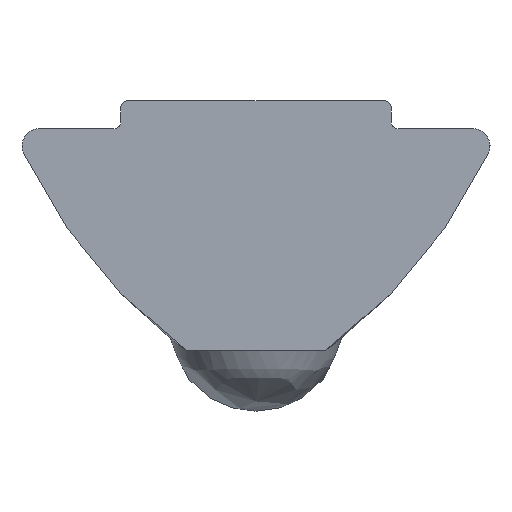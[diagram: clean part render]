
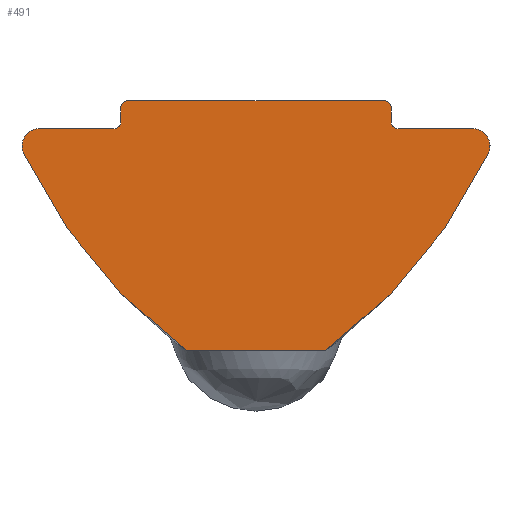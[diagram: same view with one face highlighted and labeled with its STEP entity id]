
A CAD part, left-side view. The second image highlights one B-rep face of the part: STEP entity #491.
In plain terms, the highlighted planar face has unit normal (-1, 0, 0).
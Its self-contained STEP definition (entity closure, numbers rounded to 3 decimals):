
#10 = DIRECTION ( 'NONE',  ( 0., 0., 1. ) ) ;
#12 = AXIS2_PLACEMENT_3D ( 'NONE', #327, #533, #10 ) ;
#17 = CARTESIAN_POINT ( 'NONE',  ( -7.5, -6.245, -1.305 ) ) ;
#26 = CARTESIAN_POINT ( 'NONE',  ( -7.5, -2.001, -7.2 ) ) ;
#28 = CARTESIAN_POINT ( 'NONE',  ( -7.5, -4.1, -0.6 ) ) ;
#29 = CARTESIAN_POINT ( 'NONE',  ( -7.5, 2.001, -7.2 ) ) ;
#30 = EDGE_CURVE ( 'NONE', #118, #143, #94, .T. ) ;
#32 = EDGE_LOOP ( 'NONE', ( #486, #587, #95, #751, #504, #658, #650, #78, #291, #788, #644, #149, #102, #65 ) ) ;
#40 = DIRECTION ( 'NONE',  ( 0., 0., 1. ) ) ;
#62 = EDGE_CURVE ( 'NONE', #840, #653, #200, .T. ) ;
#63 = CARTESIAN_POINT ( 'NONE',  ( -7.5, 3.7, -0.8 ) ) ;
#64 = CIRCLE ( 'NONE', #318, 15. ) ;
#65 = ORIENTED_EDGE ( 'NONE', *, *, #591, .F. ) ;
#78 = ORIENTED_EDGE ( 'NONE', *, *, #30, .F. ) ;
#91 = CARTESIAN_POINT ( 'NONE',  ( -7.5, -3.7, -0.2 ) ) ;
#94 = CIRCLE ( 'NONE', #685, 0.505 ) ;
#95 = ORIENTED_EDGE ( 'NONE', *, *, #561, .F. ) ;
#102 = ORIENTED_EDGE ( 'NONE', *, *, #62, .F. ) ;
#104 = VECTOR ( 'NONE', #772, 1000. ) ;
#105 = LINE ( 'NONE', #628, #104 ) ;
#110 = DIRECTION ( 'NONE',  ( 1., 0., 0. ) ) ;
#113 = VERTEX_POINT ( 'NONE', #604 ) ;
#118 = VERTEX_POINT ( 'NONE', #390 ) ;
#119 = DIRECTION ( 'NONE',  ( 0., 0., 1. ) ) ;
#131 = EDGE_CURVE ( 'NONE', #844, #321, #393, .T. ) ;
#140 = EDGE_CURVE ( 'NONE', #248, #262, #726, .T. ) ;
#143 = VERTEX_POINT ( 'NONE', #268 ) ;
#149 = ORIENTED_EDGE ( 'NONE', *, *, #418, .F. ) ;
#162 = EDGE_CURVE ( 'NONE', #262, #113, #391, .T. ) ;
#164 = DIRECTION ( 'NONE',  ( 0., 0., -1. ) ) ;
#172 = CIRCLE ( 'NONE', #430, 0.2 ) ;
#176 = CARTESIAN_POINT ( 'NONE',  ( -7.5, 3.7, -0.2 ) ) ;
#180 = DIRECTION ( 'NONE',  ( 0., 0., 1. ) ) ;
#200 = LINE ( 'NONE', #738, #417 ) ;
#205 = EDGE_CURVE ( 'NONE', #263, #248, #405, .T. ) ;
#213 = CARTESIAN_POINT ( 'NONE',  ( -7.5, 6.701, -1.522 ) ) ;
#230 = CARTESIAN_POINT ( 'NONE',  ( -7.5, -4.1, -0.8 ) ) ;
#242 = VECTOR ( 'NONE', #353, 1000. ) ;
#243 = DIRECTION ( 'NONE',  ( 1., 0., 0. ) ) ;
#248 = VERTEX_POINT ( 'NONE', #29 ) ;
#262 = VERTEX_POINT ( 'NONE', #213 ) ;
#263 = VERTEX_POINT ( 'NONE', #26 ) ;
#268 = CARTESIAN_POINT ( 'NONE',  ( -7.5, -6.701, -1.522 ) ) ;
#271 = DIRECTION ( 'NONE',  ( 0., 0., 1. ) ) ;
#275 = DIRECTION ( 'NONE',  ( 0., -1., 0. ) ) ;
#277 = VECTOR ( 'NONE', #643, 1000. ) ;
#291 = ORIENTED_EDGE ( 'NONE', *, *, #777, .F. ) ;
#309 = DIRECTION ( 'NONE',  ( 0., 0., 1. ) ) ;
#318 = AXIS2_PLACEMENT_3D ( 'NONE', #708, #729, #119 ) ;
#321 = VERTEX_POINT ( 'NONE', #706 ) ;
#327 = CARTESIAN_POINT ( 'NONE',  ( -7.5, -6.85, 4.91 ) ) ;
#328 = VERTEX_POINT ( 'NONE', #770 ) ;
#333 = AXIS2_PLACEMENT_3D ( 'NONE', #567, #419, #180 ) ;
#353 = DIRECTION ( 'NONE',  ( 0., 1., 0. ) ) ;
#355 = DIRECTION ( 'NONE',  ( 1., 0., 0. ) ) ;
#390 = CARTESIAN_POINT ( 'NONE',  ( -7.5, -6.245, -0.8 ) ) ;
#391 = CIRCLE ( 'NONE', #531, 0.505 ) ;
#393 = LINE ( 'NONE', #727, #569 ) ;
#404 = DIRECTION ( 'NONE',  ( 0., 0., 1. ) ) ;
#405 = LINE ( 'NONE', #695, #242 ) ;
#406 = EDGE_CURVE ( 'NONE', #321, #407, #551, .T. ) ;
#407 = VERTEX_POINT ( 'NONE', #669 ) ;
#410 = DIRECTION ( 'NONE',  ( 1., 0., 0. ) ) ;
#417 = VECTOR ( 'NONE', #275, 1000. ) ;
#418 = EDGE_CURVE ( 'NONE', #653, #328, #816, .T. ) ;
#419 = DIRECTION ( 'NONE',  ( 1., 0., 0. ) ) ;
#430 = AXIS2_PLACEMENT_3D ( 'NONE', #645, #243, #309 ) ;
#436 = CARTESIAN_POINT ( 'NONE',  ( -7.5, 3.7, 0. ) ) ;
#453 = CARTESIAN_POINT ( 'NONE',  ( -7.5, -3.9, -0.2 ) ) ;
#474 = DIRECTION ( 'NONE',  ( 1., 0., 0. ) ) ;
#486 = ORIENTED_EDGE ( 'NONE', *, *, #131, .T. ) ;
#487 = EDGE_CURVE ( 'NONE', #677, #498, #668, .T. ) ;
#491 = ADVANCED_FACE ( 'NONE', ( #825 ), #568, .F. ) ;
#498 = VERTEX_POINT ( 'NONE', #506 ) ;
#504 = ORIENTED_EDGE ( 'NONE', *, *, #140, .F. ) ;
#506 = CARTESIAN_POINT ( 'NONE',  ( -7.5, -3.9, -0.6 ) ) ;
#517 = LINE ( 'NONE', #453, #539 ) ;
#519 = AXIS2_PLACEMENT_3D ( 'NONE', #176, #815, #164 ) ;
#531 = AXIS2_PLACEMENT_3D ( 'NONE', #744, #410, #545 ) ;
#533 = DIRECTION ( 'NONE',  ( 1., 0., 0. ) ) ;
#539 = VECTOR ( 'NONE', #717, 1000. ) ;
#545 = DIRECTION ( 'NONE',  ( 0., 0., 1. ) ) ;
#551 = CIRCLE ( 'NONE', #333, 0.2 ) ;
#561 = EDGE_CURVE ( 'NONE', #113, #407, #105, .T. ) ;
#567 = CARTESIAN_POINT ( 'NONE',  ( -7.5, 4.1, -0.6 ) ) ;
#568 = PLANE ( 'NONE',  #519 ) ;
#569 = VECTOR ( 'NONE', #732, 1000. ) ;
#582 = EDGE_CURVE ( 'NONE', #143, #263, #64, .T. ) ;
#587 = ORIENTED_EDGE ( 'NONE', *, *, #406, .T. ) ;
#591 = EDGE_CURVE ( 'NONE', #844, #840, #172, .T. ) ;
#604 = CARTESIAN_POINT ( 'NONE',  ( -7.5, 6.245, -0.8 ) ) ;
#628 = CARTESIAN_POINT ( 'NONE',  ( -7.5, 3.7, -0.8 ) ) ;
#643 = DIRECTION ( 'NONE',  ( 0., -1., 0. ) ) ;
#644 = ORIENTED_EDGE ( 'NONE', *, *, #789, .T. ) ;
#645 = CARTESIAN_POINT ( 'NONE',  ( -7.5, 3.7, -0.2 ) ) ;
#650 = ORIENTED_EDGE ( 'NONE', *, *, #582, .F. ) ;
#653 = VERTEX_POINT ( 'NONE', #675 ) ;
#658 = ORIENTED_EDGE ( 'NONE', *, *, #205, .F. ) ;
#668 = CIRCLE ( 'NONE', #783, 0.2 ) ;
#669 = CARTESIAN_POINT ( 'NONE',  ( -7.5, 4.1, -0.8 ) ) ;
#675 = CARTESIAN_POINT ( 'NONE',  ( -7.5, -3.7, 0. ) ) ;
#677 = VERTEX_POINT ( 'NONE', #230 ) ;
#685 = AXIS2_PLACEMENT_3D ( 'NONE', #17, #474, #271 ) ;
#695 = CARTESIAN_POINT ( 'NONE',  ( -7.5, 3.7, -7.2 ) ) ;
#694 = CARTESIAN_POINT ( 'NONE',  ( -7.5, 3.9, -0.2 ) ) ;
#706 = CARTESIAN_POINT ( 'NONE',  ( -7.5, 3.9, -0.6 ) ) ;
#708 = CARTESIAN_POINT ( 'NONE',  ( -7.5, 6.85, 4.91 ) ) ;
#717 = DIRECTION ( 'NONE',  ( 0., 0., 1. ) ) ;
#726 = CIRCLE ( 'NONE', #12, 15. ) ;
#727 = CARTESIAN_POINT ( 'NONE',  ( -7.5, 3.9, -0.6 ) ) ;
#729 = DIRECTION ( 'NONE',  ( 1., 0., 0. ) ) ;
#732 = DIRECTION ( 'NONE',  ( 0., 0., -1. ) ) ;
#738 = CARTESIAN_POINT ( 'NONE',  ( -7.5, 3.7, 0. ) ) ;
#744 = CARTESIAN_POINT ( 'NONE',  ( -7.5, 6.245, -1.305 ) ) ;
#749 = AXIS2_PLACEMENT_3D ( 'NONE', #91, #355, #404 ) ;
#751 = ORIENTED_EDGE ( 'NONE', *, *, #162, .F. ) ;
#770 = CARTESIAN_POINT ( 'NONE',  ( -7.5, -3.9, -0.2 ) ) ;
#772 = DIRECTION ( 'NONE',  ( 0., -1., 0. ) ) ;
#777 = EDGE_CURVE ( 'NONE', #677, #118, #847, .T. ) ;
#783 = AXIS2_PLACEMENT_3D ( 'NONE', #28, #110, #40 ) ;
#788 = ORIENTED_EDGE ( 'NONE', *, *, #487, .T. ) ;
#789 = EDGE_CURVE ( 'NONE', #498, #328, #517, .T. ) ;
#815 = DIRECTION ( 'NONE',  ( 1., 0., 0. ) ) ;
#816 = CIRCLE ( 'NONE', #749, 0.2 ) ;
#825 = FACE_OUTER_BOUND ( 'NONE', #32, .T. ) ;
#840 = VERTEX_POINT ( 'NONE', #436 ) ;
#844 = VERTEX_POINT ( 'NONE', #694 ) ;
#847 = LINE ( 'NONE', #63, #277 ) ;
